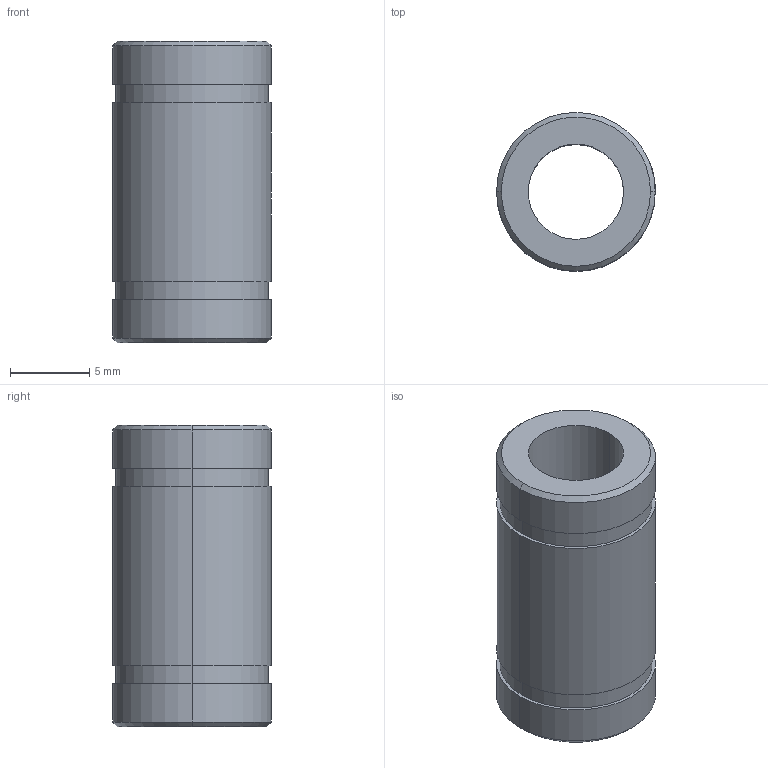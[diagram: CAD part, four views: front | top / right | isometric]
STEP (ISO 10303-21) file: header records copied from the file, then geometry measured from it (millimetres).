
FILE_DESCRIPTION (( 'STEP AP203' ), '1' );
FILE_NAME ('2128-A01.step', '2017-10-17T13:26:37', ( '' ), ( '' ), 'SwSTEP 2.0', 'SolidWorks 2016', '' );
FILE_SCHEMA (( 'CONFIG_CONTROL_DESIGN' ));
Length unit declared in the file: millimetre
Products named in the file (1): 2128-A01
Bounding box: 10.01 x 10 x 19 mm (x, y, z)
Volume: 938.2 mm3; surface area: 1066.4 mm2
Topology: 1 solids, 1 shells, 79 faces, 202 edges, 130 vertices
Faces by surface type: plane 46, cylinder 19, bspline 10, cone 4
Entity records: 3094 total; most frequent: CARTESIAN_POINT 1209, ORIENTED_EDGE 404, DIRECTION 324, EDGE_CURVE 202, VERTEX_POINT 130, AXIS2_PLACEMENT_3D 112, LINE 100, VECTOR 100
